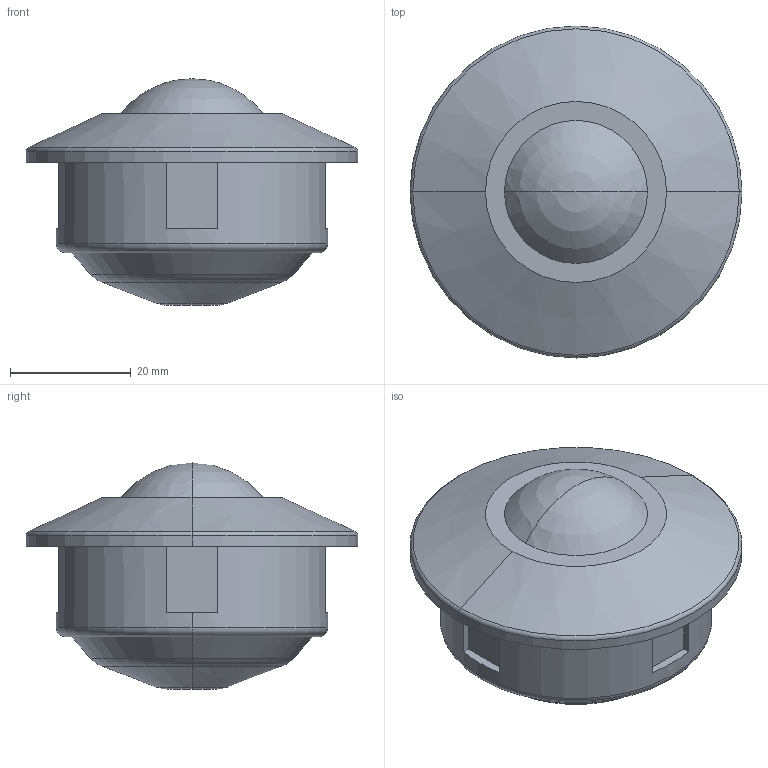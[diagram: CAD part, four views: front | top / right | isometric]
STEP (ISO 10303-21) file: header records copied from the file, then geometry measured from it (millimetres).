
FILE_DESCRIPTION(('STEP AP214'),'1');
FILE_NAME(' ',' ',('TraceParts'),('TraceParts S.A.'),'XStep 1.0',' ',' ');
FILE_SCHEMA(('automotive_design'));
Length unit declared in the file: millimetre
Products named in the file (1): 1
Bounding box: 55 x 55 x 37.5 mm (x, y, z)
Volume: 44517.5 mm3; surface area: 7878.1 mm2
Topology: 1 solids, 1 shells, 40 faces, 96 edges, 59 vertices
Faces by surface type: plane 20, torus 8, cone 6, cylinder 4, sphere 2
Entity records: 2263 total; most frequent: DIRECTION 220, STYLED_ITEM 194, PRESENTATION_STYLE_ASSIGNMENT 194, CARTESIAN_POINT 194, COLOUR_RGB 194, ORIENTED_EDGE 188, EDGE_CURVE 94, CURVE_STYLE 94
